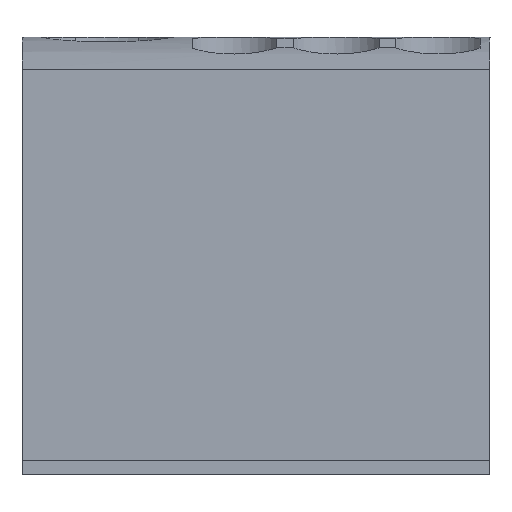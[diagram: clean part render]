
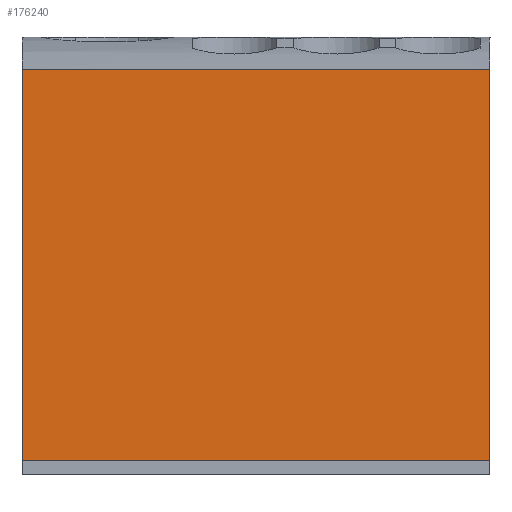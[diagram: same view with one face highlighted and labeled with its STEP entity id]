
A CAD part, front view. The second image highlights one B-rep face of the part: STEP entity #176240.
In plain terms, the highlighted face is planar.
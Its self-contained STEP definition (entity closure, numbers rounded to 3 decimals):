
#116470=CARTESIAN_POINT('',(-120.342,28.436,
247.925));
#116480=VERTEX_POINT('',#116470);
#116510=CARTESIAN_POINT('',(-120.342,28.436,
235.475));
#116520=DIRECTION('',(0.,0.,-1.));
#116530=VECTOR('',#116520,1.);
#116540=LINE('',#116510,#116530);
#116550=CARTESIAN_POINT('',(-120.342,28.436,
228.975));
#116560=VERTEX_POINT('',#116550);
#116570=EDGE_CURVE('',#116480,#116560,#116540,.T.);
#171000=CARTESIAN_POINT('',(-120.342,12.576,
228.975));
#171010=VERTEX_POINT('',#171000);
#171660=CARTESIAN_POINT('',(-120.342,11.226,
228.975));
#171670=DIRECTION('',(0.,1.,0.));
#171680=VECTOR('',#171670,1.);
#171690=LINE('',#171660,#171680);
#171700=EDGE_CURVE('',#171010,#116560,#171690,.T.);
#174180=CARTESIAN_POINT('',(-120.342,12.576,
247.925));
#174190=VERTEX_POINT('',#174180);
#174240=CARTESIAN_POINT('',(-120.342,12.576,
227.1));
#174250=DIRECTION('',(0.,0.,1.));
#174260=VECTOR('',#174250,1.);
#174270=LINE('',#174240,#174260);
#174280=EDGE_CURVE('',#171010,#174190,#174270,.T.);
#176080=CARTESIAN_POINT('',(-120.342,12.026,
236.025));
#176090=DIRECTION('',(1.,0.,0.));
#176100=DIRECTION('',(0.,1.,0.));
#176110=AXIS2_PLACEMENT_3D('',#176080,#176090,#176100);
#176120=PLANE('',#176110);
#176130=CARTESIAN_POINT('',(-120.342,20.859,
247.925));
#176140=DIRECTION('',(0.,-1.,0.));
#176150=VECTOR('',#176140,1.);
#176160=LINE('',#176130,#176150);
#176170=EDGE_CURVE('',#116480,#174190,#176160,.T.);
#176180=ORIENTED_EDGE('',*,*,#176170,.F.);
#176190=ORIENTED_EDGE('',*,*,#174280,.T.);
#176200=ORIENTED_EDGE('',*,*,#171700,.F.);
#176210=ORIENTED_EDGE('',*,*,#116570,.T.);
#176220=EDGE_LOOP('',(#176210,#176200,#176190,#176180));
#176230=FACE_OUTER_BOUND('',#176220,.T.);
#176240=ADVANCED_FACE('',(#176230),#176120,.F.);
